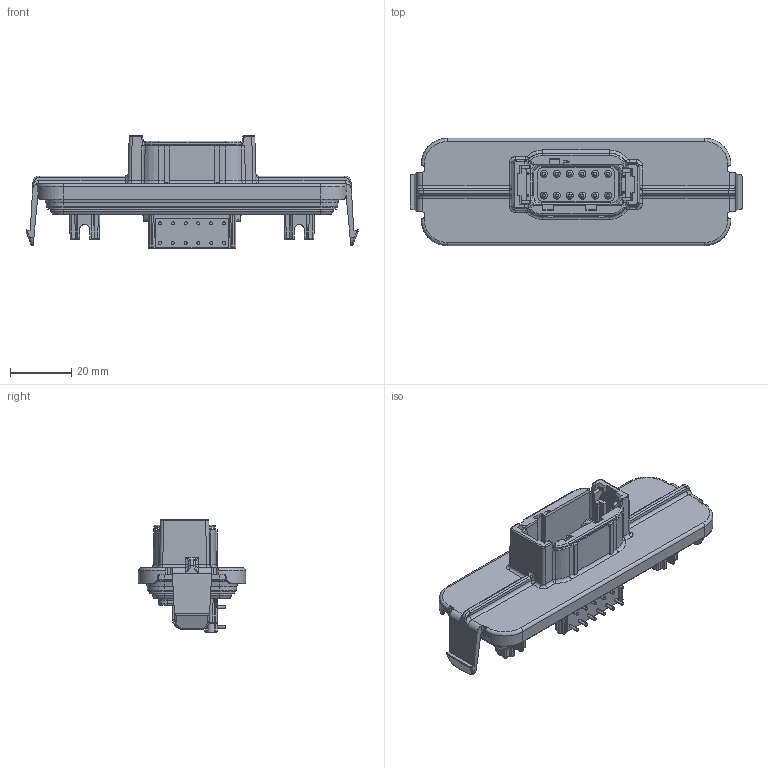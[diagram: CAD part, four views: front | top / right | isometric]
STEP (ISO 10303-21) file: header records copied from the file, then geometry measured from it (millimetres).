
FILE_DESCRIPTION((''),'2;1');
FILE_NAME('C-DTM13-12PA-R008','2017-05-11T',('workeradm'),('Tyco Electronics Ltd.'),'CREO PARAMETRIC BY PTC INC, 2016050','CREO PARAMETRIC BY PTC INC, 2016050','');
FILE_SCHEMA(('AUTOMOTIVE_DESIGN { 1 0 10303 214 1 1 1 1 }'));
Length unit declared in the file: millimetre
Products named in the file (1): C-DTM13-12PA-R008
Bounding box: 108.31 x 35 x 36.91 mm (x, y, z)
Volume: 36277.8 mm3; surface area: 19615 mm2
Topology: 1 solids, 1 shells, 943 faces, 2369 edges, 1453 vertices
Faces by surface type: plane 356, cylinder 352, torus 90, bspline 72, cone 57, sphere 16
Entity records: 38844 total; most frequent: CARTESIAN_POINT 9285, ORIENTED_EDGE 4738, DIRECTION 4572, PRESENTATION_STYLE_ASSIGNMENT 2370, STYLED_ITEM 2370, CURVE_STYLE 2369, EDGE_CURVE 2369, AXIS2_PLACEMENT_3D 1642
